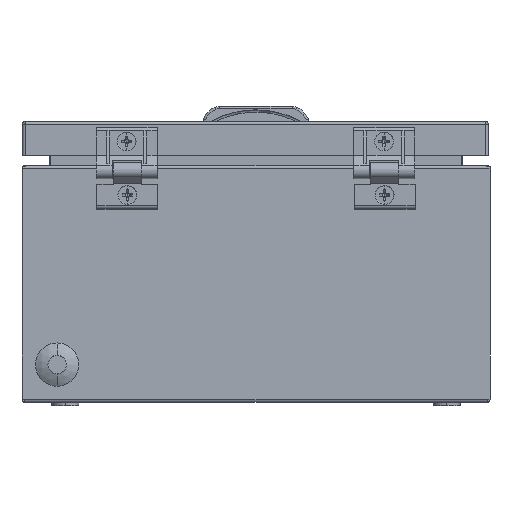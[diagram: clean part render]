
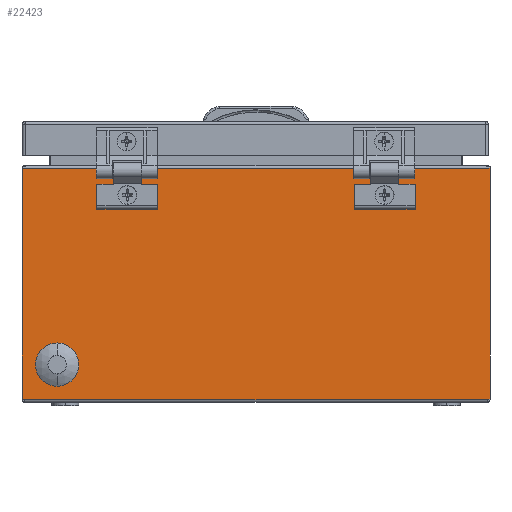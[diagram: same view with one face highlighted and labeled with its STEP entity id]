
A CAD part, front view. The second image highlights one B-rep face of the part: STEP entity #22423.
In plain terms, the highlighted planar face has unit normal (0, -1, 0).
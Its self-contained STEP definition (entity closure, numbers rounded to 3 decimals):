
#68 = VERTEX_POINT ( 'NONE', #80566 ) ;
#90 = VERTEX_POINT ( 'NONE', #80584 ) ;
#323 = VERTEX_POINT ( 'NONE', #80668 ) ;
#333 = VERTEX_POINT ( 'NONE', #80688 ) ;
#374 = VERTEX_POINT ( 'NONE', #80770 ) ;
#502 = VERTEX_POINT ( 'NONE', #80944 ) ;
#689 = VERTEX_POINT ( 'NONE', #81028 ) ;
#727 = VERTEX_POINT ( 'NONE', #81104 ) ;
#821 = VERTEX_POINT ( 'NONE', #81286 ) ;
#959 = VERTEX_POINT ( 'NONE', #81518 ) ;
#1040 = VERTEX_POINT ( 'NONE', #81670 ) ;
#1075 = VERTEX_POINT ( 'NONE', #81740 ) ;
#1140 = VERTEX_POINT ( 'NONE', #81870 ) ;
#1185 = VERTEX_POINT ( 'NONE', #81957 ) ;
#3983 = ORIENTED_EDGE ( 'NONE', *, *, #21918, .T. ) ;
#4242 = ORIENTED_EDGE ( 'NONE', *, *, #21930, .T. ) ;
#4244 = ORIENTED_EDGE ( 'NONE', *, *, #21925, .T. ) ;
#4258 = ORIENTED_EDGE ( 'NONE', *, *, #21883, .T. ) ;
#4313 = ORIENTED_EDGE ( 'NONE', *, *, #21929, .T. ) ;
#4333 = ORIENTED_EDGE ( 'NONE', *, *, #21932, .F. ) ;
#4337 = ORIENTED_EDGE ( 'NONE', *, *, #21928, .T. ) ;
#4369 = ORIENTED_EDGE ( 'NONE', *, *, #21944, .F. ) ;
#7735 = EDGE_LOOP ( 'NONE', ( #116426, #116434, #4369, #116405, #4333, #4337, #4244, #4313 ) ) ;
#7738 = EDGE_LOOP ( 'NONE', ( #116207, #116214 ) ) ;
#7759 = EDGE_LOOP ( 'NONE', ( #4258, #4242 ) ) ;
#7810 = EDGE_LOOP ( 'NONE', ( #3983, #116403 ) ) ;
#21839 = EDGE_CURVE ( 'NONE', #689, #374, #29954, .T. ) ;
#21845 = EDGE_CURVE ( 'NONE', #1040, #821, #29920, .T. ) ;
#21883 = EDGE_CURVE ( 'NONE', #333, #1140, #29583, .T. ) ;
#21902 = EDGE_CURVE ( 'NONE', #323, #1075, #33186, .T. ) ;
#21906 = EDGE_CURVE ( 'NONE', #323, #68, #33167, .T. ) ;
#21916 = EDGE_CURVE ( 'NONE', #374, #689, #106311, .T. ) ;
#21918 = EDGE_CURVE ( 'NONE', #821, #1040, #106317, .T. ) ;
#21925 = EDGE_CURVE ( 'NONE', #727, #1185, #33243, .T. ) ;
#21927 = EDGE_CURVE ( 'NONE', #959, #90, #33238, .T. ) ;
#21928 = EDGE_CURVE ( 'NONE', #502, #727, #33252, .T. ) ;
#21929 = EDGE_CURVE ( 'NONE', #1185, #1075, #33255, .T. ) ;
#21930 = EDGE_CURVE ( 'NONE', #1140, #333, #105156, .T. ) ;
#21932 = EDGE_CURVE ( 'NONE', #502, #959, #33259, .T. ) ;
#21944 = EDGE_CURVE ( 'NONE', #90, #68, #33313, .T. ) ;
#22423 = ADVANCED_FACE ( 'NONE', ( #36839, #36841, #36843, #36844 ), #36845, .T. ) ;
#29583 = CIRCLE ( 'NONE', #30983, 2.125 ) ;
#29897 = AXIS2_PLACEMENT_3D ( 'NONE', #33020, #33021, #33022 ) ;
#29918 = AXIS2_PLACEMENT_3D ( 'NONE', #33010, #33011, #33012 ) ;
#29920 = CIRCLE ( 'NONE', #29897, 7. ) ;
#29954 = CIRCLE ( 'NONE', #29918, 2.125 ) ;
#30983 = AXIS2_PLACEMENT_3D ( 'NONE', #33104, #33105, #33107 ) ;
#33010 = CARTESIAN_POINT ( 'NONE',  ( -55., -100., 87.543 ) ) ;
#33011 = DIRECTION ( 'NONE',  ( 0., 1., 0. ) ) ;
#33012 = DIRECTION ( 'NONE',  ( 0., 0., 1. ) ) ;
#33020 = CARTESIAN_POINT ( 'NONE',  ( -85., -100., 15.043 ) ) ;
#33021 = DIRECTION ( 'NONE',  ( 0., 1., 0. ) ) ;
#33022 = DIRECTION ( 'NONE',  ( 1., 0., 0. ) ) ;
#33104 = CARTESIAN_POINT ( 'NONE',  ( 55., -100., 87.543 ) ) ;
#33105 = DIRECTION ( 'NONE',  ( 0., 1., 0. ) ) ;
#33107 = DIRECTION ( 'NONE',  ( 0., 0., -1. ) ) ;
#33167 = LINE ( 'NONE', #33169, #104723 ) ;
#33169 = CARTESIAN_POINT ( 'NONE',  ( 224., -100., 98.943 ) ) ;
#33186 = LINE ( 'NONE', #33187, #106787 ) ;
#33187 = CARTESIAN_POINT ( 'NONE',  ( 100., -100., 0.043 ) ) ;
#33188 = DIRECTION ( 'NONE',  ( 0., 0., -1. ) ) ;
#33196 = DIRECTION ( 'NONE',  ( -1., 0., 0. ) ) ;
#33213 = CARTESIAN_POINT ( 'NONE',  ( -55., -100., 87.543 ) ) ;
#33214 = DIRECTION ( 'NONE',  ( 0., 1., 0. ) ) ;
#33215 = DIRECTION ( 'NONE',  ( 0., 0., 1. ) ) ;
#33222 = CARTESIAN_POINT ( 'NONE',  ( -85., -100., 15.043 ) ) ;
#33223 = DIRECTION ( 'NONE',  ( 0., 1., 0. ) ) ;
#33224 = DIRECTION ( 'NONE',  ( 1., 0., 0. ) ) ;
#33234 = CARTESIAN_POINT ( 'NONE',  ( -4.854, -100., 0.293 ) ) ;
#33238 = LINE ( 'NONE', #33234, #104733 ) ;
#33243 = LINE ( 'NONE', #33244, #104743 ) ;
#33244 = CARTESIAN_POINT ( 'NONE',  ( 98.9, -100., 425.26 ) ) ;
#33245 = DIRECTION ( 'NONE',  ( 0., 0., 1. ) ) ;
#33251 = DIRECTION ( 'NONE',  ( -1., 0., 0. ) ) ;
#33252 = LINE ( 'NONE', #33253, #105162 ) ;
#33253 = CARTESIAN_POINT ( 'NONE',  ( 224., -100., 0.1 ) ) ;
#33254 = DIRECTION ( 'NONE',  ( 1., 0., 0. ) ) ;
#33255 = LINE ( 'NONE', #33257, #105159 ) ;
#33257 = CARTESIAN_POINT ( 'NONE',  ( -4.854, -100., 0.293 ) ) ;
#33258 = DIRECTION ( 'NONE',  ( 1., 0., 0. ) ) ;
#33259 = LINE ( 'NONE', #33265, #104760 ) ;
#33260 = CARTESIAN_POINT ( 'NONE',  ( 55., -100., 87.543 ) ) ;
#33261 = DIRECTION ( 'NONE',  ( 0., 1., 0. ) ) ;
#33262 = DIRECTION ( 'NONE',  ( 0., 0., -1. ) ) ;
#33265 = CARTESIAN_POINT ( 'NONE',  ( -98.9, -100., 425.26 ) ) ;
#33266 = DIRECTION ( 'NONE',  ( 0., 0., 1. ) ) ;
#33313 = LINE ( 'NONE', #33314, #105112 ) ;
#33314 = CARTESIAN_POINT ( 'NONE',  ( -100., -100., 0.043 ) ) ;
#33315 = DIRECTION ( 'NONE',  ( 0., 0., 1. ) ) ;
#36835 = DIRECTION ( 'NONE',  ( 0., -1., 0. ) ) ;
#36839 = FACE_BOUND ( 'NONE', #7738, .T. ) ;
#36840 = CARTESIAN_POINT ( 'NONE',  ( 224., -100., -185.957 ) ) ;
#36841 = FACE_BOUND ( 'NONE', #7810, .T. ) ;
#36843 = FACE_OUTER_BOUND ( 'NONE', #7735, .T. ) ;
#36844 = FACE_BOUND ( 'NONE', #7759, .T. ) ;
#36845 = PLANE ( 'NONE',  #106032 ) ;
#36846 = DIRECTION ( 'NONE',  ( -1., 0., 0. ) ) ;
#80566 = CARTESIAN_POINT ( 'NONE',  ( -100., -100., 98.943 ) ) ;
#80584 = CARTESIAN_POINT ( 'NONE',  ( -100., -100., 0.293 ) ) ;
#80668 = CARTESIAN_POINT ( 'NONE',  ( 100., -100., 98.943 ) ) ;
#80688 = CARTESIAN_POINT ( 'NONE',  ( 55., -100., 85.418 ) ) ;
#80770 = CARTESIAN_POINT ( 'NONE',  ( -55., -100., 89.668 ) ) ;
#80944 = CARTESIAN_POINT ( 'NONE',  ( -98.9, -100., 0.1 ) ) ;
#81028 = CARTESIAN_POINT ( 'NONE',  ( -55., -100., 85.418 ) ) ;
#81104 = CARTESIAN_POINT ( 'NONE',  ( 98.9, -100., 0.1 ) ) ;
#81286 = CARTESIAN_POINT ( 'NONE',  ( -78., -100., 15.043 ) ) ;
#81518 = CARTESIAN_POINT ( 'NONE',  ( -98.9, -100., 0.293 ) ) ;
#81670 = CARTESIAN_POINT ( 'NONE',  ( -92., -100., 15.043 ) ) ;
#81740 = CARTESIAN_POINT ( 'NONE',  ( 100., -100., 0.293 ) ) ;
#81870 = CARTESIAN_POINT ( 'NONE',  ( 55., -100., 89.668 ) ) ;
#81957 = CARTESIAN_POINT ( 'NONE',  ( 98.9, -100., 0.293 ) ) ;
#104723 = VECTOR ( 'NONE', #33196, 1000. ) ;
#104733 = VECTOR ( 'NONE', #33251, 1000. ) ;
#104743 = VECTOR ( 'NONE', #33245, 1000. ) ;
#104760 = VECTOR ( 'NONE', #33266, 1000. ) ;
#105112 = VECTOR ( 'NONE', #33315, 1000. ) ;
#105149 = AXIS2_PLACEMENT_3D ( 'NONE', #33260, #33261, #33262 ) ;
#105156 = CIRCLE ( 'NONE', #105149, 2.125 ) ;
#105159 = VECTOR ( 'NONE', #33258, 1000. ) ;
#105162 = VECTOR ( 'NONE', #33254, 1000. ) ;
#106032 = AXIS2_PLACEMENT_3D ( 'NONE', #36840, #36835, #36846 ) ;
#106226 = AXIS2_PLACEMENT_3D ( 'NONE', #33213, #33214, #33215 ) ;
#106311 = CIRCLE ( 'NONE', #106226, 2.125 ) ;
#106317 = CIRCLE ( 'NONE', #106418, 7. ) ;
#106418 = AXIS2_PLACEMENT_3D ( 'NONE', #33222, #33223, #33224 ) ;
#106787 = VECTOR ( 'NONE', #33188, 1000. ) ;
#116207 = ORIENTED_EDGE ( 'NONE', *, *, #21839, .T. ) ;
#116214 = ORIENTED_EDGE ( 'NONE', *, *, #21916, .T. ) ;
#116403 = ORIENTED_EDGE ( 'NONE', *, *, #21845, .T. ) ;
#116405 = ORIENTED_EDGE ( 'NONE', *, *, #21927, .F. ) ;
#116426 = ORIENTED_EDGE ( 'NONE', *, *, #21902, .F. ) ;
#116434 = ORIENTED_EDGE ( 'NONE', *, *, #21906, .T. ) ;
